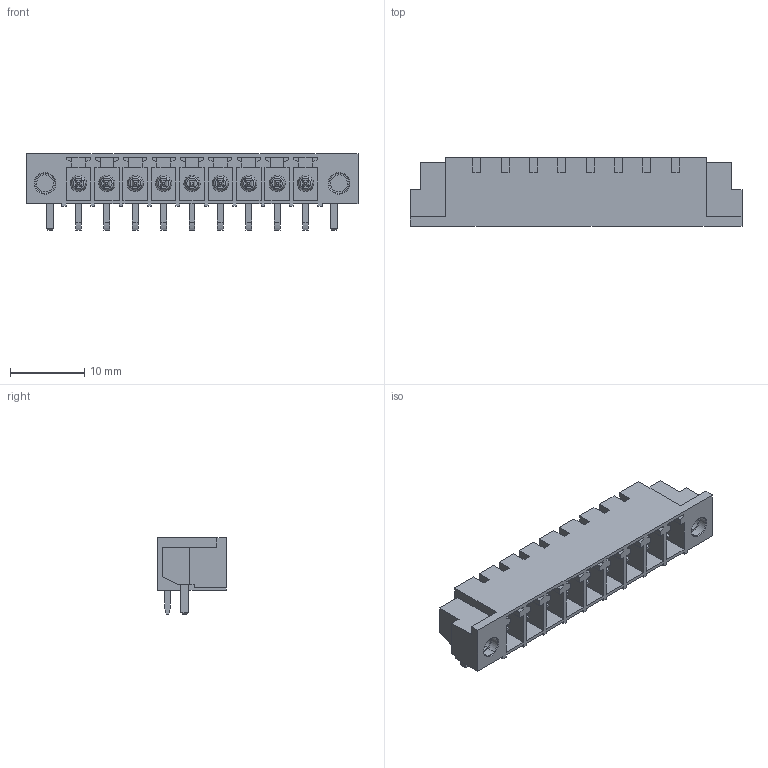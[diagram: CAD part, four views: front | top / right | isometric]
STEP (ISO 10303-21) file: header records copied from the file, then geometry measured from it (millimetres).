
FILE_DESCRIPTION(('CATIA V5 STEP','CAx-IF Rec.Pracs.--- Model Styling and Organization---1.2---2011-12-15'),'2;1');
FILE_NAME ('D1457720_0', '2018-10-11T04:46:35+00:00', ('none'), ('Weidmueller'), 'CATIA Version 5-6 Release 2014', 'CATIA V5 STEP AP214', 'none');
FILE_SCHEMA(('AUTOMOTIVE_DESIGN { 1 0 10303 214 1 1 1 1 }'));
Length unit declared in the file: millimetre
Products named in the file (1): 1863770000
Bounding box: 44.58 x 9.2 x 10.27 mm (x, y, z)
Volume: 1263.8 mm3; surface area: 3695.2 mm2
Topology: 12 solids, 12 shells, 717 faces, 2087 edges, 1425 vertices
Faces by surface type: plane 545, cylinder 132, cone 22, torus 18
Entity records: 21630 total; most frequent: ORIENTED_EDGE 4174, CARTESIAN_POINT 3989, DIRECTION 2775, EDGE_CURVE 2087, VECTOR 1716, LINE 1716, VERTEX_POINT 1425, EDGE_LOOP 766
